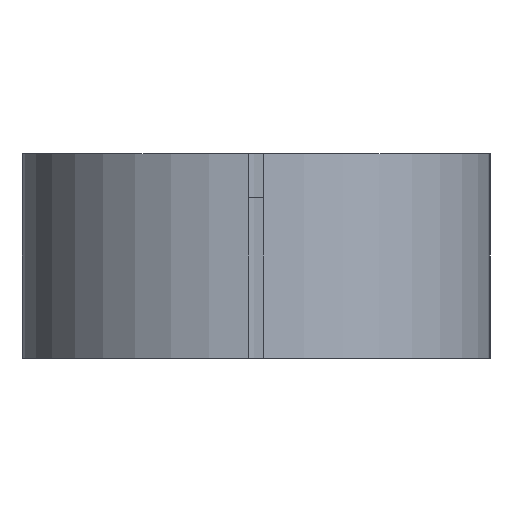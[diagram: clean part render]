
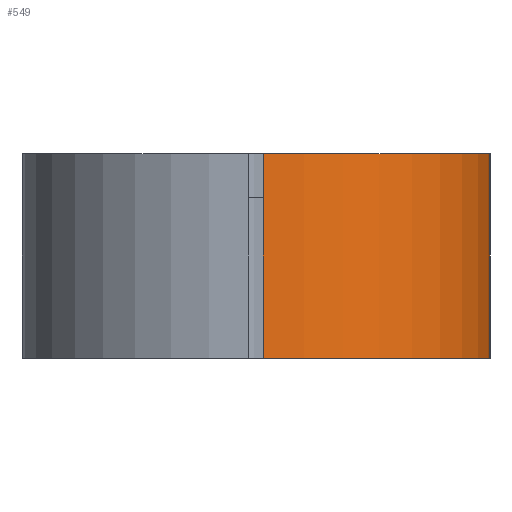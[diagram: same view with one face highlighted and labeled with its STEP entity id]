
A CAD part, front view. The second image highlights one B-rep face of the part: STEP entity #549.
In plain terms, the highlighted cylindrical face has radius 8 mm (diameter 16 mm), a partial arc.
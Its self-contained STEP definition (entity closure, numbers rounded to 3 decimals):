
#147=CARTESIAN_POINT('',(-868.,276.245,-7.7));
#148=VERTEX_POINT('',#147);
#155=CARTESIAN_POINT('',(-872.75,262.004,-7.7));
#156=VERTEX_POINT('',#155);
#157=CARTESIAN_POINT('',(-873.,270.,-7.7));
#158=DIRECTION('',(0.,0.,1.));
#159=DIRECTION('',(0.,-1.,0.));
#160=AXIS2_PLACEMENT_3D('',#157,#158,#159);
#161=CIRCLE('',#160,8.);
#162=EDGE_CURVE('',#156,#148,#161,.T.);
#308=CARTESIAN_POINT('',(-868.,276.245,-0.7));
#309=VERTEX_POINT('',#308);
#316=CARTESIAN_POINT('',(-868.,276.245,-0.7));
#317=DIRECTION('',(-0.,-0.,-1.));
#318=VECTOR('',#317,7.);
#319=LINE('',#316,#318);
#320=EDGE_CURVE('',#309,#148,#319,.T.);
#474=CARTESIAN_POINT('',(-872.75,262.004,-0.7));
#475=VERTEX_POINT('',#474);
#482=CARTESIAN_POINT('',(-873.,270.,-0.7));
#483=DIRECTION('',(0.,0.,1.));
#484=DIRECTION('',(0.,-1.,0.));
#485=AXIS2_PLACEMENT_3D('',#482,#483,#484);
#486=CIRCLE('',#485,8.);
#487=EDGE_CURVE('',#475,#309,#486,.T.);
#533=CARTESIAN_POINT('',(-873.,270.,-0.7));
#534=DIRECTION('',(-0.,-0.,-1.));
#535=DIRECTION('',(-1.,0.,0.));
#536=AXIS2_PLACEMENT_3D('',#533,#534,#535);
#537=CYLINDRICAL_SURFACE('',#536,8.);
#538=ORIENTED_EDGE('',*,*,#487,.F.);
#539=CARTESIAN_POINT('',(-872.75,262.004,-0.7));
#540=DIRECTION('',(-0.,0.,-1.));
#541=VECTOR('',#540,7.);
#542=LINE('',#539,#541);
#543=EDGE_CURVE('',#475,#156,#542,.T.);
#544=ORIENTED_EDGE('',*,*,#543,.T.);
#545=ORIENTED_EDGE('',*,*,#162,.T.);
#546=ORIENTED_EDGE('',*,*,#320,.F.);
#547=EDGE_LOOP('',(#538,#544,#545,#546));
#548=FACE_BOUND('',#547,.T.);
#549=ADVANCED_FACE('',(#548),#537,.T.);
